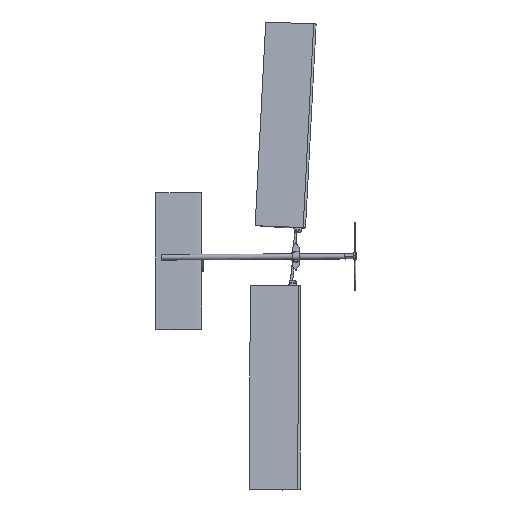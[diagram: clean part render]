
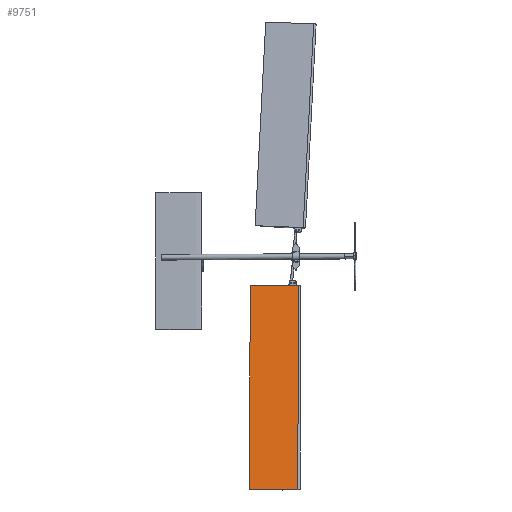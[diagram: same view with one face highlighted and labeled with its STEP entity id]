
A CAD part, front view. The second image highlights one B-rep face of the part: STEP entity #9751.
In plain terms, the highlighted free-form (B-spline) face has degree [3, 1] with [15, 2] control points.
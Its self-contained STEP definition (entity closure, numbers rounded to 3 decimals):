
#9702 = VERTEX_POINT('',#9703);
#9703 = CARTESIAN_POINT('',(95.194,-107.631,
    -808.071));
#9704 = VERTEX_POINT('',#9705);
#9705 = CARTESIAN_POINT('',(-35.932,-98.44,
    -809.432));
#9729 = EDGE_CURVE('',#9704,#9702,#9730,.T.);
#9730 = B_SPLINE_CURVE_WITH_KNOTS('',3,(#9731,#9732,#9733,#9734,#9735,
    #9736,#9737,#9738,#9739,#9740,#9741,#9742,#9743,#9744,#9745),
  .UNSPECIFIED.,.F.,.F.,(4,1,1,1,1,1,1,1,1,1,1,1,4),(0.,21.67,
    30.006,40.011,50.019,60.024,
    70.034,78.371,85.051,90.057,
    95.067,99.233,105.06),.UNSPECIFIED.);
#9731 = CARTESIAN_POINT('',(-35.932,-98.44,
    -809.432));
#9732 = CARTESIAN_POINT('',(-26.907,-98.976,
    -809.354));
#9733 = CARTESIAN_POINT('',(-14.405,-99.636,
    -809.259));
#9734 = CARTESIAN_POINT('',(2.254,-100.698,
    -809.104));
#9735 = CARTESIAN_POINT('',(14.05,-101.549,
    -808.977));
#9736 = CARTESIAN_POINT('',(26.531,-102.581,
    -808.822));
#9737 = CARTESIAN_POINT('',(39.011,-103.651,
    -808.661));
#9738 = CARTESIAN_POINT('',(50.795,-104.663,
    -808.509));
#9739 = CARTESIAN_POINT('',(61.196,-105.583,
    -808.37));
#9740 = CARTESIAN_POINT('',(69.504,-106.451,
    -808.237));
#9741 = CARTESIAN_POINT('',(76.443,-107.068,
    -808.144));
#9742 = CARTESIAN_POINT('',(82.344,-107.49,
    -808.081));
#9743 = CARTESIAN_POINT('',(88.594,-107.868,
    -808.026));
#9744 = CARTESIAN_POINT('',(92.769,-107.802,
    -808.041));
#9745 = CARTESIAN_POINT('',(95.194,-107.631,
    -808.071));
#9751 = ADVANCED_FACE('',(#9752),#9787,.F.);
#9752 = FACE_BOUND('',#9753,.F.);
#9753 = EDGE_LOOP('',(#9754,#9755,#9762,#9782));
#9754 = ORIENTED_EDGE('',*,*,#9729,.F.);
#9755 = ORIENTED_EDGE('',*,*,#9756,.F.);
#9756 = EDGE_CURVE('',#9757,#9704,#9759,.T.);
#9757 = VERTEX_POINT('',#9758);
#9758 = CARTESIAN_POINT('',(-35.37,-8.132,
    -253.427));
#9759 = B_SPLINE_CURVE_WITH_KNOTS('',1,(#9760,#9761),.UNSPECIFIED.,.F.,
  .F.,(2,2),(-225.,225.),.PIECEWISE_BEZIER_KNOTS.);
#9760 = CARTESIAN_POINT('',(-35.37,-8.132,
    -253.427));
#9761 = CARTESIAN_POINT('',(-35.932,-98.44,
    -809.432));
#9762 = ORIENTED_EDGE('',*,*,#9763,.T.);
#9763 = EDGE_CURVE('',#9757,#9764,#9766,.T.);
#9764 = VERTEX_POINT('',#9765);
#9765 = CARTESIAN_POINT('',(95.756,-17.324,
    -252.067));
#9766 = B_SPLINE_CURVE_WITH_KNOTS('',3,(#9767,#9768,#9769,#9770,#9771,
    #9772,#9773,#9774,#9775,#9776,#9777,#9778,#9779,#9780,#9781),
  .UNSPECIFIED.,.F.,.F.,(4,1,1,1,1,1,1,1,1,1,1,1,4),(0.,21.669,
    30.004,40.008,50.015,60.02,
    70.029,78.365,85.045,90.051,
    95.06,99.226,105.053),.UNSPECIFIED.);
#9767 = CARTESIAN_POINT('',(-35.37,-8.132,
    -253.427));
#9768 = CARTESIAN_POINT('',(-26.345,-8.668,
    -253.349));
#9769 = CARTESIAN_POINT('',(-13.843,-9.328,
    -253.255));
#9770 = CARTESIAN_POINT('',(2.816,-10.39,
    -253.099));
#9771 = CARTESIAN_POINT('',(14.613,-11.242,
    -252.973));
#9772 = CARTESIAN_POINT('',(27.094,-12.273,
    -252.818));
#9773 = CARTESIAN_POINT('',(39.573,-13.343,
    -252.656));
#9774 = CARTESIAN_POINT('',(51.357,-14.355,
    -252.504));
#9775 = CARTESIAN_POINT('',(61.758,-15.275,
    -252.365));
#9776 = CARTESIAN_POINT('',(70.066,-16.143,
    -252.232));
#9777 = CARTESIAN_POINT('',(77.005,-16.76,
    -252.139));
#9778 = CARTESIAN_POINT('',(82.906,-17.183,
    -252.077));
#9779 = CARTESIAN_POINT('',(89.156,-17.56,
    -252.022));
#9780 = CARTESIAN_POINT('',(93.331,-17.494,
    -252.037));
#9781 = CARTESIAN_POINT('',(95.756,-17.324,
    -252.067));
#9782 = ORIENTED_EDGE('',*,*,#9783,.T.);
#9783 = EDGE_CURVE('',#9764,#9702,#9784,.T.);
#9784 = B_SPLINE_CURVE_WITH_KNOTS('',1,(#9785,#9786),.UNSPECIFIED.,.F.,
  .F.,(2,2),(-225.,225.),.PIECEWISE_BEZIER_KNOTS.);
#9785 = CARTESIAN_POINT('',(95.756,-17.324,
    -252.067));
#9786 = CARTESIAN_POINT('',(95.194,-107.631,
    -808.071));
#9787 = B_SPLINE_SURFACE_WITH_KNOTS('',3,1,(
    (#9788,#9789)
    ,(#9790,#9791)
    ,(#9792,#9793)
    ,(#9794,#9795)
    ,(#9796,#9797)
    ,(#9798,#9799)
    ,(#9800,#9801)
    ,(#9802,#9803)
    ,(#9804,#9805)
    ,(#9806,#9807)
    ,(#9808,#9809)
    ,(#9810,#9811)
    ,(#9812,#9813)
    ,(#9814,#9815)
    ,(#9816,#9817
    )),.UNSPECIFIED.,.F.,.F.,.F.,(4,1,1,1,1,1,1,1,1,1,1,1,4),(2,2),(0.,
    21.67,30.006,40.011,50.019,
    60.024,70.034,78.371,85.051,
    90.057,95.067,99.233,105.06),(0.,
    450.),.UNSPECIFIED.);
#9788 = CARTESIAN_POINT('',(-35.37,-8.132,
    -253.427));
#9789 = CARTESIAN_POINT('',(-35.932,-98.44,
    -809.432));
#9790 = CARTESIAN_POINT('',(-26.345,-8.668,
    -253.349));
#9791 = CARTESIAN_POINT('',(-26.907,-98.976,
    -809.354));
#9792 = CARTESIAN_POINT('',(-13.843,-9.328,
    -253.255));
#9793 = CARTESIAN_POINT('',(-14.405,-99.636,
    -809.259));
#9794 = CARTESIAN_POINT('',(2.816,-10.39,
    -253.099));
#9795 = CARTESIAN_POINT('',(2.254,-100.698,
    -809.104));
#9796 = CARTESIAN_POINT('',(14.613,-11.242,
    -252.973));
#9797 = CARTESIAN_POINT('',(14.05,-101.549,
    -808.977));
#9798 = CARTESIAN_POINT('',(27.094,-12.273,
    -252.818));
#9799 = CARTESIAN_POINT('',(26.531,-102.581,
    -808.822));
#9800 = CARTESIAN_POINT('',(39.573,-13.343,
    -252.656));
#9801 = CARTESIAN_POINT('',(39.011,-103.651,
    -808.661));
#9802 = CARTESIAN_POINT('',(51.357,-14.355,
    -252.504));
#9803 = CARTESIAN_POINT('',(50.795,-104.663,
    -808.509));
#9804 = CARTESIAN_POINT('',(61.758,-15.275,
    -252.365));
#9805 = CARTESIAN_POINT('',(61.196,-105.583,
    -808.37));
#9806 = CARTESIAN_POINT('',(70.066,-16.143,
    -252.232));
#9807 = CARTESIAN_POINT('',(69.504,-106.451,
    -808.237));
#9808 = CARTESIAN_POINT('',(77.005,-16.76,
    -252.139));
#9809 = CARTESIAN_POINT('',(76.443,-107.068,
    -808.144));
#9810 = CARTESIAN_POINT('',(82.906,-17.183,
    -252.077));
#9811 = CARTESIAN_POINT('',(82.344,-107.49,
    -808.081));
#9812 = CARTESIAN_POINT('',(89.156,-17.56,
    -252.022));
#9813 = CARTESIAN_POINT('',(88.594,-107.868,
    -808.026));
#9814 = CARTESIAN_POINT('',(93.331,-17.494,
    -252.037));
#9815 = CARTESIAN_POINT('',(92.769,-107.802,
    -808.041));
#9816 = CARTESIAN_POINT('',(95.756,-17.324,
    -252.067));
#9817 = CARTESIAN_POINT('',(95.194,-107.631,
    -808.071));
